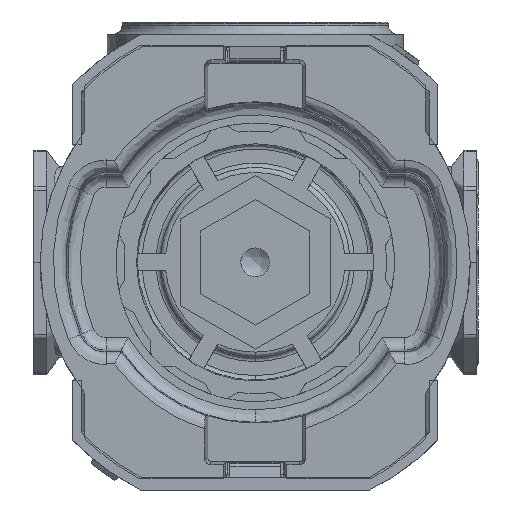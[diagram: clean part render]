
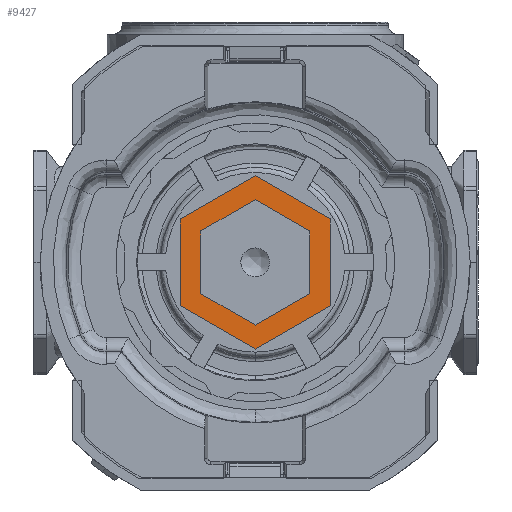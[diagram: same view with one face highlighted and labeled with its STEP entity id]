
A CAD part, front view. The second image highlights one B-rep face of the part: STEP entity #9427.
In plain terms, the highlighted planar face has unit normal (0, -1, 0).
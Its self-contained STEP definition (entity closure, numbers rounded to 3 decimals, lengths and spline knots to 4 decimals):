
#1111 = DIRECTION ( 'NONE',  ( -0.866, 0., -0.5 ) ) ;
#1186 = CARTESIAN_POINT ( 'NONE',  ( -0.4675, 0., 0.2699 ) ) ;
#1963 = PLANE ( 'NONE',  #16463 ) ;
#2628 = DIRECTION ( 'NONE',  ( -0.866, 0., 0.5 ) ) ;
#2656 = EDGE_CURVE ( 'NONE', #54208, #38685, #61099, .T. ) ;
#3020 = ORIENTED_EDGE ( 'NONE', *, *, #23012, .T. ) ;
#3112 = VECTOR ( 'NONE', #54557, 39.3701 ) ;
#3466 = CARTESIAN_POINT ( 'NONE',  ( 0., 0., 0.5398 ) ) ;
#3777 = CARTESIAN_POINT ( 'NONE',  ( 0., 0., -0.5398 ) ) ;
#4591 = CARTESIAN_POINT ( 'NONE',  ( 0.3382, 0., -0.1953 ) ) ;
#5804 = CARTESIAN_POINT ( 'NONE',  ( 0., 0., 0.3905 ) ) ;
#6901 = LINE ( 'NONE', #70465, #14662 ) ;
#7229 = VECTOR ( 'NONE', #18369, 39.3701 ) ;
#8341 = CARTESIAN_POINT ( 'NONE',  ( 0., 0., 0.3905 ) ) ;
#9111 = VECTOR ( 'NONE', #68929, 39.3701 ) ;
#9427 = ADVANCED_FACE ( 'NONE', ( #19299, #31746 ), #1963, .F. ) ;
#9698 = DIRECTION ( 'NONE',  ( -0.866, 0., -0.5 ) ) ;
#10919 = VERTEX_POINT ( 'NONE', #61577 ) ;
#12038 = VERTEX_POINT ( 'NONE', #5804 ) ;
#12486 = DIRECTION ( 'NONE',  ( 0., 1., 0. ) ) ;
#12615 = ORIENTED_EDGE ( 'NONE', *, *, #53536, .F. ) ;
#14662 = VECTOR ( 'NONE', #9698, 39.3701 ) ;
#14827 = CARTESIAN_POINT ( 'NONE',  ( 0.4675, 0., -0.2699 ) ) ;
#15135 = ORIENTED_EDGE ( 'NONE', *, *, #66927, .F. ) ;
#15407 = ORIENTED_EDGE ( 'NONE', *, *, #15414, .T. ) ;
#15414 = EDGE_CURVE ( 'NONE', #32489, #32134, #6901, .T. ) ;
#16463 = AXIS2_PLACEMENT_3D ( 'NONE', #67589, #12486, #61567 ) ;
#18369 = DIRECTION ( 'NONE',  ( -0.866, 0., 0.5 ) ) ;
#18924 = CARTESIAN_POINT ( 'NONE',  ( -0.4675, 0., -0.2699 ) ) ;
#18994 = ORIENTED_EDGE ( 'NONE', *, *, #73446, .T. ) ;
#19299 = FACE_OUTER_BOUND ( 'NONE', #74728, .T. ) ;
#20520 = EDGE_CURVE ( 'NONE', #45525, #50568, #58918, .T. ) ;
#20709 = CARTESIAN_POINT ( 'NONE',  ( 0.4675, 0., -0.2699 ) ) ;
#22060 = CARTESIAN_POINT ( 'NONE',  ( 0.4675, 0., 0.2699 ) ) ;
#22765 = LINE ( 'NONE', #65831, #3112 ) ;
#23012 = EDGE_CURVE ( 'NONE', #10919, #32489, #56151, .T. ) ;
#23865 = VECTOR ( 'NONE', #29716, 39.3701 ) ;
#25077 = LINE ( 'NONE', #44405, #9111 ) ;
#26141 = ORIENTED_EDGE ( 'NONE', *, *, #20520, .T. ) ;
#26930 = DIRECTION ( 'NONE',  ( 0.866, 0., 0.5 ) ) ;
#27232 = VERTEX_POINT ( 'NONE', #39072 ) ;
#27706 = VECTOR ( 'NONE', #2628, 39.3701 ) ;
#29309 = VECTOR ( 'NONE', #34498, 39.3701 ) ;
#29599 = EDGE_CURVE ( 'NONE', #50568, #36490, #75416, .T. ) ;
#29716 = DIRECTION ( 'NONE',  ( 0., 0., -1. ) ) ;
#30145 = ORIENTED_EDGE ( 'NONE', *, *, #47747, .F. ) ;
#31746 = FACE_BOUND ( 'NONE', #33865, .T. ) ;
#32134 = VERTEX_POINT ( 'NONE', #1186 ) ;
#32371 = DIRECTION ( 'NONE',  ( 0.866, 0., 0.5 ) ) ;
#32489 = VERTEX_POINT ( 'NONE', #3466 ) ;
#32659 = VECTOR ( 'NONE', #26930, 39.3701 ) ;
#32711 = EDGE_CURVE ( 'NONE', #38685, #76519, #22765, .T. ) ;
#32919 = DIRECTION ( 'NONE',  ( 0., 0., 1. ) ) ;
#32954 = LINE ( 'NONE', #57528, #32659 ) ;
#33602 = CARTESIAN_POINT ( 'NONE',  ( 0.3382, 0., 0.1953 ) ) ;
#33865 = EDGE_LOOP ( 'NONE', ( #15135, #30145, #12615, #72114, #72850, #50904 ) ) ;
#34498 = DIRECTION ( 'NONE',  ( 0., 0., -1. ) ) ;
#35141 = DIRECTION ( 'NONE',  ( 0.866, 0., -0.5 ) ) ;
#36490 = VERTEX_POINT ( 'NONE', #14827 ) ;
#38685 = VERTEX_POINT ( 'NONE', #46087 ) ;
#38741 = VERTEX_POINT ( 'NONE', #4591 ) ;
#39072 = CARTESIAN_POINT ( 'NONE',  ( 0.3382, 0., 0.1953 ) ) ;
#42584 = VECTOR ( 'NONE', #32371, 39.3701 ) ;
#43167 = CARTESIAN_POINT ( 'NONE',  ( 0., 0., -0.3905 ) ) ;
#44405 = CARTESIAN_POINT ( 'NONE',  ( 0.3382, 0., 0. ) ) ;
#45525 = VERTEX_POINT ( 'NONE', #18924 ) ;
#45730 = EDGE_CURVE ( 'NONE', #76519, #38741, #32954, .T. ) ;
#46087 = CARTESIAN_POINT ( 'NONE',  ( -0.3382, 0., -0.1953 ) ) ;
#46598 = CARTESIAN_POINT ( 'NONE',  ( -0.3382, 0., 0.1953 ) ) ;
#47493 = ORIENTED_EDGE ( 'NONE', *, *, #29599, .T. ) ;
#47747 = EDGE_CURVE ( 'NONE', #27232, #12038, #51740, .T. ) ;
#48078 = ORIENTED_EDGE ( 'NONE', *, *, #71178, .T. ) ;
#50568 = VERTEX_POINT ( 'NONE', #75580 ) ;
#50904 = ORIENTED_EDGE ( 'NONE', *, *, #2656, .F. ) ;
#51031 = VECTOR ( 'NONE', #35141, 39.3701 ) ;
#51740 = LINE ( 'NONE', #33602, #27706 ) ;
#53536 = EDGE_CURVE ( 'NONE', #38741, #27232, #25077, .T. ) ;
#54208 = VERTEX_POINT ( 'NONE', #46598 ) ;
#54557 = DIRECTION ( 'NONE',  ( 0.866, 0., -0.5 ) ) ;
#56151 = LINE ( 'NONE', #73489, #7229 ) ;
#57025 = LINE ( 'NONE', #8341, #79236 ) ;
#57528 = CARTESIAN_POINT ( 'NONE',  ( 0., 0., -0.3905 ) ) ;
#58918 = LINE ( 'NONE', #3777, #51031 ) ;
#59446 = LINE ( 'NONE', #77146, #29309 ) ;
#61099 = LINE ( 'NONE', #73167, #23865 ) ;
#61567 = DIRECTION ( 'NONE',  ( 0., 0., 1. ) ) ;
#61577 = CARTESIAN_POINT ( 'NONE',  ( 0.4675, 0., 0.2699 ) ) ;
#65831 = CARTESIAN_POINT ( 'NONE',  ( -0.3382, 0., -0.1953 ) ) ;
#66927 = EDGE_CURVE ( 'NONE', #12038, #54208, #57025, .T. ) ;
#67589 = CARTESIAN_POINT ( 'NONE',  ( 0., 0., 0. ) ) ;
#68929 = DIRECTION ( 'NONE',  ( 0., 0., 1. ) ) ;
#70465 = CARTESIAN_POINT ( 'NONE',  ( -0.4675, 0., 0.2699 ) ) ;
#71178 = EDGE_CURVE ( 'NONE', #32134, #45525, #59446, .T. ) ;
#72114 = ORIENTED_EDGE ( 'NONE', *, *, #45730, .F. ) ;
#72850 = ORIENTED_EDGE ( 'NONE', *, *, #32711, .F. ) ;
#73167 = CARTESIAN_POINT ( 'NONE',  ( -0.3382, 0., 0. ) ) ;
#73446 = EDGE_CURVE ( 'NONE', #36490, #10919, #76378, .T. ) ;
#73489 = CARTESIAN_POINT ( 'NONE',  ( 0., 0., 0.5398 ) ) ;
#74575 = VECTOR ( 'NONE', #32919, 39.3701 ) ;
#74728 = EDGE_LOOP ( 'NONE', ( #26141, #47493, #18994, #3020, #15407, #48078 ) ) ;
#75416 = LINE ( 'NONE', #20709, #42584 ) ;
#75580 = CARTESIAN_POINT ( 'NONE',  ( 0., 0., -0.5398 ) ) ;
#76378 = LINE ( 'NONE', #22060, #74575 ) ;
#76519 = VERTEX_POINT ( 'NONE', #43167 ) ;
#77146 = CARTESIAN_POINT ( 'NONE',  ( -0.4675, 0., -0.2699 ) ) ;
#79236 = VECTOR ( 'NONE', #1111, 39.3701 ) ;
